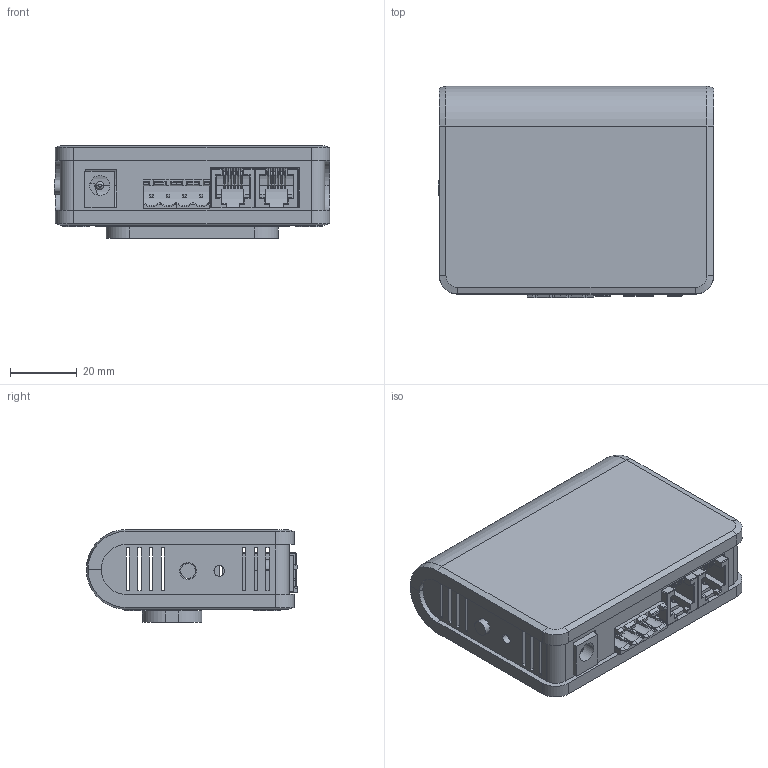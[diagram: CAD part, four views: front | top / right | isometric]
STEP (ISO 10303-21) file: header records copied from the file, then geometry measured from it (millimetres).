
FILE_DESCRIPTION (( 'STEP AP203' ), '1' );
FILE_NAME ('ﾑﾃﾕ.STEP', '2025-07-18T13:12:13', ( 'karma' ), ( '' ), 'SwSTEP 2.0', 'SolidWorks 2024', '' );
FILE_SCHEMA (( 'CONFIG_CONTROL_DESIGN' ));
Length unit declared in the file: millimetre
Products named in the file (1): СГХ
Bounding box: 82.78 x 63.6 x 27.95 mm (x, y, z)
Surface area: 32957.7 mm2 (no closed solid volume)
Topology: 0 solids, 34 shells, 668 faces, 2801 edges, 2126 vertices
Faces by surface type: plane 435, cylinder 125, cone 45, bspline 45, torus 18
Entity records: 30525 total; most frequent: CARTESIAN_POINT 8552, DIRECTION 4220, ORIENTED_EDGE 4094, EDGE_CURVE 2795, VERTEX_POINT 2126, VECTOR 1832, LINE 1832, AXIS2_PLACEMENT_3D 1194
